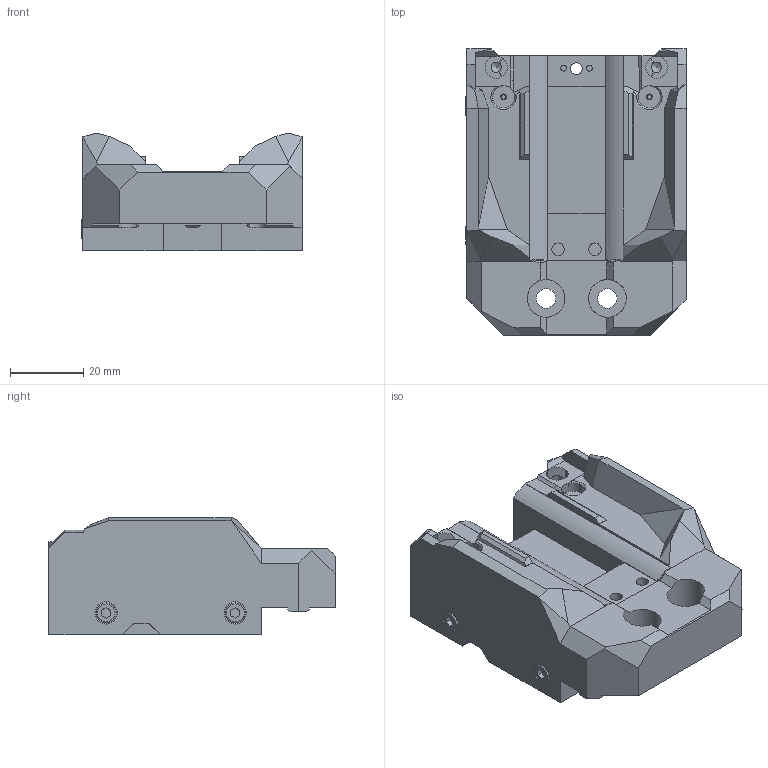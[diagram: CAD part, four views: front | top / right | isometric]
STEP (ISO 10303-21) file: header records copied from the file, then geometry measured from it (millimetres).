
FILE_DESCRIPTION(/* description */ (''),/* implementation_level */ '2;1');
FILE_NAME(/* name */ 'Crabby One Long.step',/* time_stamp */ '2025-04-15T18:51:49+02:00',/* author */ (''),/* organization */ (''),/* preprocessor_version */ 'ST-DEVELOPER v20.1',/* originating_system */ 'Autodesk Translation Framework v14.4.0.0',/* authorisation */ '');
FILE_SCHEMA (('AUTOMOTIVE_DESIGN { 1 0 10303 214 3 1 1 }'));
Length unit declared in the file: millimetre
Products named in the file (6): Crabby One Long; Screws; M3x30 SHCS (1) (1); Spring Steel; Base (5); Clamp
Assembly tree (8 placements, depth 3):
  Crabby One Long
    Screws
      M3x30 SHCS (1) (1)  x4
    Spring Steel
      Base (5)
      Clamp
Bounding box: 60 x 78 x 32.14 mm (x, y, z)
Volume: 88196.7 mm3; surface area: 26690.7 mm2
Topology: 7 solids, 7 shells, 335 faces, 904 edges, 600 vertices
Faces by surface type: plane 226, cylinder 65, cone 29, torus 10, bspline 5
Full cylindrical faces by diameter (mm): 1.2 x2, 1.6 x2, 2.8 x2, 3 x4, 3.2 x5, 3.4 x6, 4.7 x9, 5.3 x2, 5.5 x4, 6.1 x6, 6.2 x4, 10.3 x2
Entity records: 9625 total; most frequent: CARTESIAN_POINT 1964, ORIENTED_EDGE 1590, DIRECTION 1543, EDGE_CURVE 795, LINE 533, VECTOR 533, VERTEX_POINT 531, AXIS2_PLACEMENT_3D 505
